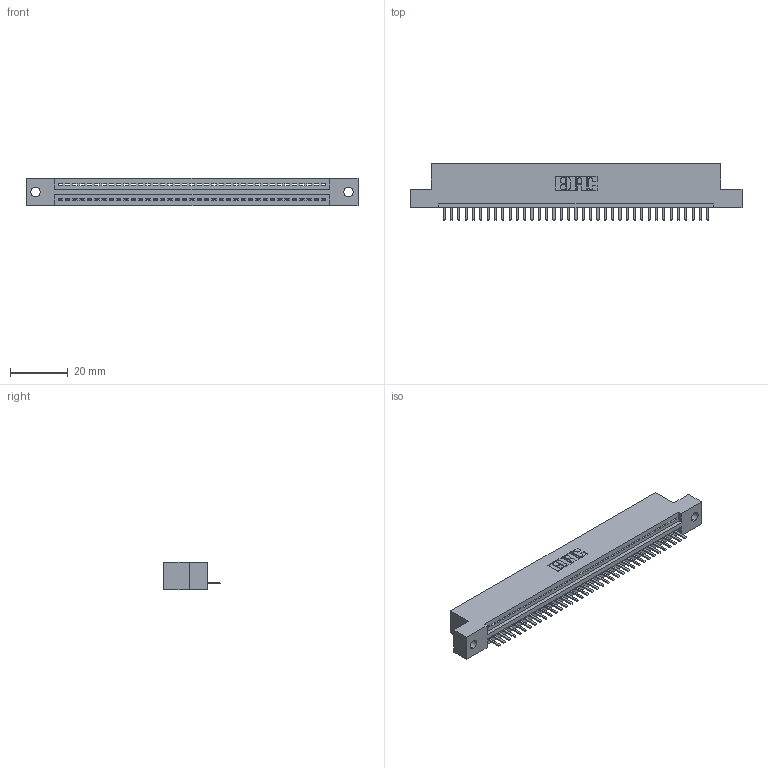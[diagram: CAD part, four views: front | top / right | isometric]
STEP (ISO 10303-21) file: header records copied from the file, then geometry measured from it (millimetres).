
FILE_DESCRIPTION (( 'STEP AP203' ), '1' );
FILE_NAME ('395-037-520-102.STEP', '2018-11-13T22:21:57', ( '' ), ( '' ), 'SwSTEP 2.0', 'SolidWorks 2016', '' );
FILE_SCHEMA (( 'CONFIG_CONTROL_DESIGN' ));
Length unit declared in the file: inch
Products named in the file (3): 395-037-520-102; 345-292-001_345-293-120; 345 Part_Flush Mounting Lugs - 0.128 Dia
Assembly tree (38 placements, depth 2):
  395-037-520-102
    345 Part_Flush Mounting Lugs - 0.128 Dia
    345-292-001_345-293-120  x37
Bounding box: 115.19 x 19.68 x 9.4 mm (x, y, z)
Volume: 10756.7 mm3; surface area: 13607 mm2
Topology: 38 solids, 38 shells, 2420 faces, 7149 edges, 4666 vertices
Faces by surface type: plane 1634, cylinder 786
Entity records: 28637 total; most frequent: CARTESIAN_POINT 4979, ORIENTED_EDGE 4938, DIRECTION 4343, EDGE_CURVE 2469, VECTOR 2185, LINE 2185, VERTEX_POINT 1642, AXIS2_PLACEMENT_3D 1079
